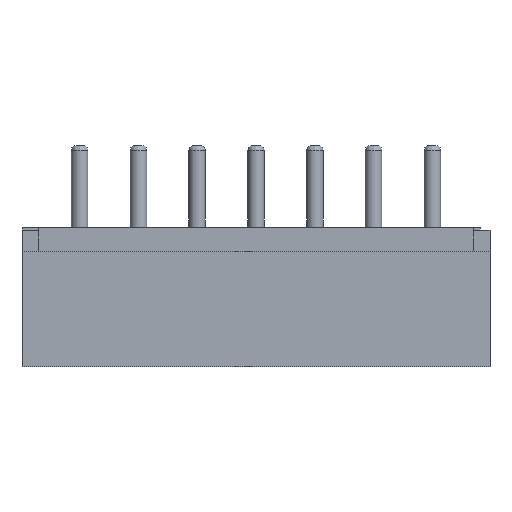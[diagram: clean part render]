
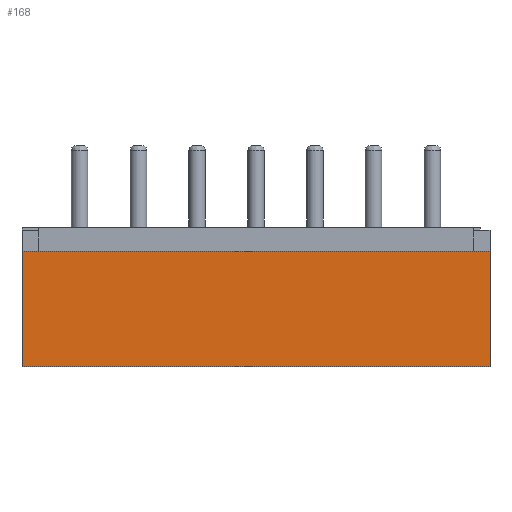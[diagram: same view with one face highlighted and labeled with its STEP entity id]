
A CAD part, front view. The second image highlights one B-rep face of the part: STEP entity #168.
In plain terms, the highlighted planar face has unit normal (0, -1, 0).
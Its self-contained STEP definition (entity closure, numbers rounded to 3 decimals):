
#168=ADVANCED_FACE('',(#339),#264,.F.);
#264=PLANE('',#1651);
#339=FACE_OUTER_BOUND('',#412,.T.);
#412=EDGE_LOOP('',(#670,#671,#672,#673));
#670=ORIENTED_EDGE('',*,*,#1165,.F.);
#671=ORIENTED_EDGE('',*,*,#1204,.T.);
#672=ORIENTED_EDGE('',*,*,#1175,.T.);
#673=ORIENTED_EDGE('',*,*,#1205,.T.);
#1009=VERTEX_POINT('',#2345);
#1010=VERTEX_POINT('',#2347);
#1018=VERTEX_POINT('',#2366);
#1019=VERTEX_POINT('',#2368);
#1165=EDGE_CURVE('',#1009,#1010,#1371,.T.);
#1175=EDGE_CURVE('',#1019,#1018,#1381,.T.);
#1204=EDGE_CURVE('',#1009,#1019,#1410,.T.);
#1205=EDGE_CURVE('',#1018,#1010,#1411,.T.);
#1371=LINE('',#2346,#1542);
#1381=LINE('',#2367,#1552);
#1410=LINE('',#2419,#1581);
#1411=LINE('',#2420,#1582);
#1542=VECTOR('',#1862,1.);
#1552=VECTOR('',#1876,1.);
#1581=VECTOR('',#1919,1.);
#1582=VECTOR('',#1920,1.);
#1651=AXIS2_PLACEMENT_3D('',#2421,#1921,#1922);
#1862=DIRECTION('',(0.,0.,-1.));
#1876=DIRECTION('',(0.,0.,-1.));
#1919=DIRECTION('',(-1.,0.,0.));
#1920=DIRECTION('',(1.,0.,0.));
#1921=DIRECTION('',(0.,1.,0.));
#1922=DIRECTION('',(-1.,0.,0.));
#2345=CARTESIAN_POINT('',(17.45,-3.1,8.1));
#2346=CARTESIAN_POINT('',(17.45,-3.1,9.1));
#2347=CARTESIAN_POINT('',(17.45,-3.1,3.2));
#2366=CARTESIAN_POINT('',(-2.45,-3.1,3.2));
#2367=CARTESIAN_POINT('',(-2.45,-3.1,9.1));
#2368=CARTESIAN_POINT('',(-2.45,-3.1,8.1));
#2419=CARTESIAN_POINT('',(194.56,-3.1,8.1));
#2420=CARTESIAN_POINT('',(-2.45,-3.1,3.2));
#2421=CARTESIAN_POINT('',(-2.45,-3.1,9.1));
